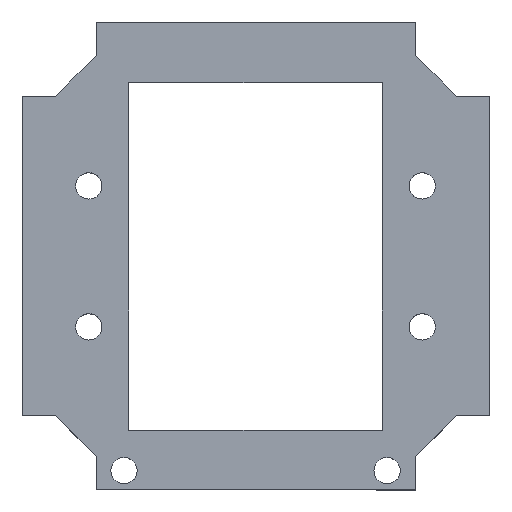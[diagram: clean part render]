
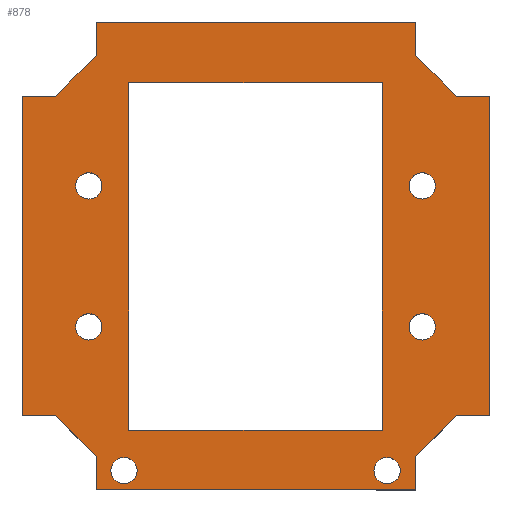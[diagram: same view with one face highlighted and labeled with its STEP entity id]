
A CAD part, top view. The second image highlights one B-rep face of the part: STEP entity #878.
In plain terms, the highlighted planar face has unit normal (0, 0, 1).
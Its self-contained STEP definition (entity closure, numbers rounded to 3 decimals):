
#17=FACE_BOUND('',#137,.T.);
#18=FACE_BOUND('',#138,.T.);
#19=FACE_BOUND('',#139,.T.);
#20=FACE_BOUND('',#140,.T.);
#21=FACE_BOUND('',#141,.T.);
#22=FACE_BOUND('',#142,.T.);
#23=FACE_BOUND('',#143,.T.);
#56=PLANE('',#961);
#95=FACE_OUTER_BOUND('',#136,.T.);
#136=EDGE_LOOP('',(#808,#809,#810,#811,#812,#813,#814,#815,#816,#817,#818,
#819,#820,#821,#822,#823));
#137=EDGE_LOOP('',(#824));
#138=EDGE_LOOP('',(#825));
#139=EDGE_LOOP('',(#826));
#140=EDGE_LOOP('',(#827));
#141=EDGE_LOOP('',(#828));
#142=EDGE_LOOP('',(#829));
#143=EDGE_LOOP('',(#830,#831,#832,#833));
#146=CIRCLE('',#902,1.4);
#150=CIRCLE('',#907,1.4);
#159=CIRCLE('',#921,1.4);
#161=CIRCLE('',#924,1.4);
#163=CIRCLE('',#927,1.4);
#166=CIRCLE('',#931,1.4);
#223=LINE('',#1349,#325);
#227=LINE('',#1357,#329);
#230=LINE('',#1363,#332);
#233=LINE('',#1368,#335);
#238=LINE('',#1380,#340);
#241=LINE('',#1385,#343);
#243=LINE('',#1389,#345);
#245=LINE('',#1394,#347);
#248=LINE('',#1399,#350);
#250=LINE('',#1403,#352);
#252=LINE('',#1408,#354);
#255=LINE('',#1413,#357);
#257=LINE('',#1417,#359);
#259=LINE('',#1422,#361);
#262=LINE('',#1427,#364);
#264=LINE('',#1431,#366);
#266=LINE('',#1434,#368);
#267=LINE('',#1436,#369);
#268=LINE('',#1438,#370);
#269=LINE('',#1440,#371);
#325=VECTOR('',#1099,10.);
#329=VECTOR('',#1105,10.);
#332=VECTOR('',#1110,10.);
#335=VECTOR('',#1115,10.);
#340=VECTOR('',#1128,10.);
#343=VECTOR('',#1133,10.);
#345=VECTOR('',#1137,10.);
#347=VECTOR('',#1141,10.);
#350=VECTOR('',#1146,10.);
#352=VECTOR('',#1150,10.);
#354=VECTOR('',#1154,10.);
#357=VECTOR('',#1159,10.);
#359=VECTOR('',#1163,10.);
#361=VECTOR('',#1167,10.);
#364=VECTOR('',#1172,10.);
#366=VECTOR('',#1176,10.);
#368=VECTOR('',#1180,10.);
#369=VECTOR('',#1183,10.);
#370=VECTOR('',#1186,10.);
#371=VECTOR('',#1189,10.);
#377=VERTEX_POINT('',#1203);
#383=VERTEX_POINT('',#1217);
#418=VERTEX_POINT('',#1299);
#421=VERTEX_POINT('',#1308);
#424=VERTEX_POINT('',#1317);
#428=VERTEX_POINT('',#1328);
#431=VERTEX_POINT('',#1347);
#432=VERTEX_POINT('',#1348);
#435=VERTEX_POINT('',#1356);
#437=VERTEX_POINT('',#1362);
#440=VERTEX_POINT('',#1378);
#441=VERTEX_POINT('',#1379);
#442=VERTEX_POINT('',#1384);
#443=VERTEX_POINT('',#1388);
#444=VERTEX_POINT('',#1392);
#445=VERTEX_POINT('',#1393);
#446=VERTEX_POINT('',#1398);
#447=VERTEX_POINT('',#1402);
#448=VERTEX_POINT('',#1406);
#449=VERTEX_POINT('',#1407);
#450=VERTEX_POINT('',#1412);
#451=VERTEX_POINT('',#1416);
#452=VERTEX_POINT('',#1420);
#453=VERTEX_POINT('',#1421);
#454=VERTEX_POINT('',#1426);
#455=VERTEX_POINT('',#1430);
#461=EDGE_CURVE('',#377,#377,#146,.T.);
#468=EDGE_CURVE('',#383,#383,#150,.T.);
#510=EDGE_CURVE('',#418,#418,#159,.T.);
#515=EDGE_CURVE('',#421,#421,#161,.T.);
#520=EDGE_CURVE('',#424,#424,#163,.T.);
#526=EDGE_CURVE('',#428,#428,#166,.T.);
#535=EDGE_CURVE('',#431,#432,#223,.T.);
#539=EDGE_CURVE('',#432,#435,#227,.T.);
#542=EDGE_CURVE('',#435,#437,#230,.T.);
#545=EDGE_CURVE('',#437,#431,#233,.T.);
#550=EDGE_CURVE('',#440,#441,#238,.T.);
#553=EDGE_CURVE('',#441,#442,#241,.T.);
#555=EDGE_CURVE('',#442,#443,#243,.T.);
#557=EDGE_CURVE('',#444,#445,#245,.T.);
#560=EDGE_CURVE('',#446,#444,#248,.T.);
#562=EDGE_CURVE('',#447,#446,#250,.T.);
#564=EDGE_CURVE('',#448,#449,#252,.T.);
#567=EDGE_CURVE('',#449,#450,#255,.T.);
#569=EDGE_CURVE('',#450,#451,#257,.T.);
#571=EDGE_CURVE('',#452,#453,#259,.T.);
#574=EDGE_CURVE('',#454,#452,#262,.T.);
#576=EDGE_CURVE('',#453,#455,#264,.T.);
#578=EDGE_CURVE('',#443,#454,#266,.T.);
#579=EDGE_CURVE('',#445,#440,#267,.T.);
#580=EDGE_CURVE('',#455,#448,#268,.T.);
#581=EDGE_CURVE('',#451,#447,#269,.T.);
#808=ORIENTED_EDGE('',*,*,#578,.F.);
#809=ORIENTED_EDGE('',*,*,#555,.F.);
#810=ORIENTED_EDGE('',*,*,#553,.F.);
#811=ORIENTED_EDGE('',*,*,#550,.F.);
#812=ORIENTED_EDGE('',*,*,#579,.F.);
#813=ORIENTED_EDGE('',*,*,#557,.F.);
#814=ORIENTED_EDGE('',*,*,#560,.F.);
#815=ORIENTED_EDGE('',*,*,#562,.F.);
#816=ORIENTED_EDGE('',*,*,#581,.F.);
#817=ORIENTED_EDGE('',*,*,#569,.F.);
#818=ORIENTED_EDGE('',*,*,#567,.F.);
#819=ORIENTED_EDGE('',*,*,#564,.F.);
#820=ORIENTED_EDGE('',*,*,#580,.F.);
#821=ORIENTED_EDGE('',*,*,#576,.F.);
#822=ORIENTED_EDGE('',*,*,#571,.F.);
#823=ORIENTED_EDGE('',*,*,#574,.F.);
#824=ORIENTED_EDGE('',*,*,#461,.T.);
#825=ORIENTED_EDGE('',*,*,#468,.T.);
#826=ORIENTED_EDGE('',*,*,#510,.T.);
#827=ORIENTED_EDGE('',*,*,#515,.T.);
#828=ORIENTED_EDGE('',*,*,#520,.T.);
#829=ORIENTED_EDGE('',*,*,#526,.T.);
#830=ORIENTED_EDGE('',*,*,#542,.T.);
#831=ORIENTED_EDGE('',*,*,#545,.T.);
#832=ORIENTED_EDGE('',*,*,#535,.T.);
#833=ORIENTED_EDGE('',*,*,#539,.T.);
#878=ADVANCED_FACE('',(#95,#17,#18,#19,#20,#21,#22,#23),#56,.T.);
#902=AXIS2_PLACEMENT_3D('',#1205,#973,#974);
#907=AXIS2_PLACEMENT_3D('',#1219,#986,#987);
#921=AXIS2_PLACEMENT_3D('',#1301,#1047,#1048);
#924=AXIS2_PLACEMENT_3D('',#1310,#1056,#1057);
#927=AXIS2_PLACEMENT_3D('',#1319,#1065,#1066);
#931=AXIS2_PLACEMENT_3D('',#1330,#1076,#1077);
#961=AXIS2_PLACEMENT_3D('',#1441,#1190,#1191);
#973=DIRECTION('center_axis',(0.,0.,-1.));
#974=DIRECTION('ref_axis',(1.,0.,0.));
#986=DIRECTION('center_axis',(0.,0.,-1.));
#987=DIRECTION('ref_axis',(1.,0.,0.));
#1047=DIRECTION('center_axis',(0.,0.,-1.));
#1048=DIRECTION('ref_axis',(-1.,0.,0.));
#1056=DIRECTION('center_axis',(0.,0.,-1.));
#1057=DIRECTION('ref_axis',(-1.,0.,0.));
#1065=DIRECTION('center_axis',(0.,0.,-1.));
#1066=DIRECTION('ref_axis',(-1.,0.,0.));
#1076=DIRECTION('center_axis',(0.,0.,-1.));
#1077=DIRECTION('ref_axis',(-1.,0.,0.));
#1099=DIRECTION('',(0.,1.,0.));
#1105=DIRECTION('',(1.,0.,0.));
#1110=DIRECTION('',(0.,-1.,0.));
#1115=DIRECTION('',(-1.,0.,0.));
#1128=DIRECTION('',(0.,-1.,0.));
#1133=DIRECTION('',(0.707,-0.707,0.));
#1137=DIRECTION('',(1.,0.,0.));
#1141=DIRECTION('',(0.,1.,0.));
#1146=DIRECTION('',(0.707,0.707,0.));
#1150=DIRECTION('',(1.,0.,0.));
#1154=DIRECTION('',(0.,1.,0.));
#1159=DIRECTION('',(-0.707,0.707,0.));
#1163=DIRECTION('',(-1.,0.,0.));
#1167=DIRECTION('',(-0.707,-0.707,0.));
#1172=DIRECTION('',(-1.,0.,0.));
#1176=DIRECTION('',(0.,-1.,0.));
#1180=DIRECTION('',(0.,-1.,0.));
#1183=DIRECTION('',(1.,0.,0.));
#1186=DIRECTION('',(-1.,0.,0.));
#1189=DIRECTION('',(0.,1.,0.));
#1190=DIRECTION('center_axis',(0.,0.,1.));
#1191=DIRECTION('ref_axis',(1.,0.,0.));
#1203=CARTESIAN_POINT('',(-8.38,-1.92,18.));
#1205=CARTESIAN_POINT('Origin',(-6.98,-1.92,18.));
#1217=CARTESIAN_POINT('',(-36.38,-1.92,18.));
#1219=CARTESIAN_POINT('Origin',(-34.98,-1.92,18.));
#1299=CARTESIAN_POINT('',(-37.33,28.38,18.));
#1301=CARTESIAN_POINT('Origin',(-38.73,28.38,18.));
#1308=CARTESIAN_POINT('',(-1.83,13.38,18.));
#1310=CARTESIAN_POINT('Origin',(-3.23,13.38,18.));
#1317=CARTESIAN_POINT('',(-1.83,28.38,18.));
#1319=CARTESIAN_POINT('Origin',(-3.23,28.38,18.));
#1328=CARTESIAN_POINT('',(-37.33,13.38,18.));
#1330=CARTESIAN_POINT('Origin',(-38.73,13.38,18.));
#1347=CARTESIAN_POINT('',(-34.48,2.38,18.));
#1348=CARTESIAN_POINT('',(-34.48,39.38,18.));
#1349=CARTESIAN_POINT('',(-34.48,30.155,18.));
#1356=CARTESIAN_POINT('',(-7.48,39.38,18.));
#1357=CARTESIAN_POINT('',(-14.141,39.38,18.));
#1362=CARTESIAN_POINT('',(-7.48,2.38,18.));
#1363=CARTESIAN_POINT('',(-7.48,11.655,18.));
#1368=CARTESIAN_POINT('',(-27.641,2.38,18.));
#1378=CARTESIAN_POINT('',(-3.93,45.83,18.));
#1379=CARTESIAN_POINT('',(-3.93,42.255,18.));
#1380=CARTESIAN_POINT('',(-3.93,31.593,18.));
#1384=CARTESIAN_POINT('',(0.395,37.93,18.));
#1385=CARTESIAN_POINT('',(-0.686,39.011,18.));
#1388=CARTESIAN_POINT('',(3.97,37.93,18.));
#1389=CARTESIAN_POINT('',(-8.48,37.93,18.));
#1392=CARTESIAN_POINT('',(-37.93,42.255,18.));
#1393=CARTESIAN_POINT('',(-37.93,45.83,18.));
#1394=CARTESIAN_POINT('',(-37.93,33.38,18.));
#1398=CARTESIAN_POINT('',(-42.255,37.93,18.));
#1399=CARTESIAN_POINT('',(-39.011,41.174,18.));
#1402=CARTESIAN_POINT('',(-45.83,37.93,18.));
#1403=CARTESIAN_POINT('',(-31.593,37.93,18.));
#1406=CARTESIAN_POINT('',(-37.93,-3.97,18.));
#1407=CARTESIAN_POINT('',(-37.93,-0.395,18.));
#1408=CARTESIAN_POINT('',(-37.93,10.267,18.));
#1412=CARTESIAN_POINT('',(-42.255,3.93,18.));
#1413=CARTESIAN_POINT('',(-41.174,2.849,18.));
#1416=CARTESIAN_POINT('',(-45.83,3.93,18.));
#1417=CARTESIAN_POINT('',(-33.38,3.93,18.));
#1420=CARTESIAN_POINT('',(0.395,3.93,18.));
#1421=CARTESIAN_POINT('',(-3.93,-0.395,18.));
#1422=CARTESIAN_POINT('',(-2.849,0.686,18.));
#1426=CARTESIAN_POINT('',(3.97,3.93,18.));
#1427=CARTESIAN_POINT('',(-10.267,3.93,18.));
#1430=CARTESIAN_POINT('',(-3.93,-3.97,18.));
#1431=CARTESIAN_POINT('',(-3.93,8.48,18.));
#1434=CARTESIAN_POINT('',(3.97,29.33,18.));
#1436=CARTESIAN_POINT('',(-29.33,45.83,18.));
#1438=CARTESIAN_POINT('',(-12.53,-3.97,18.));
#1440=CARTESIAN_POINT('',(-45.83,12.53,18.));
#1441=CARTESIAN_POINT('Origin',(-20.802,20.93,18.));
